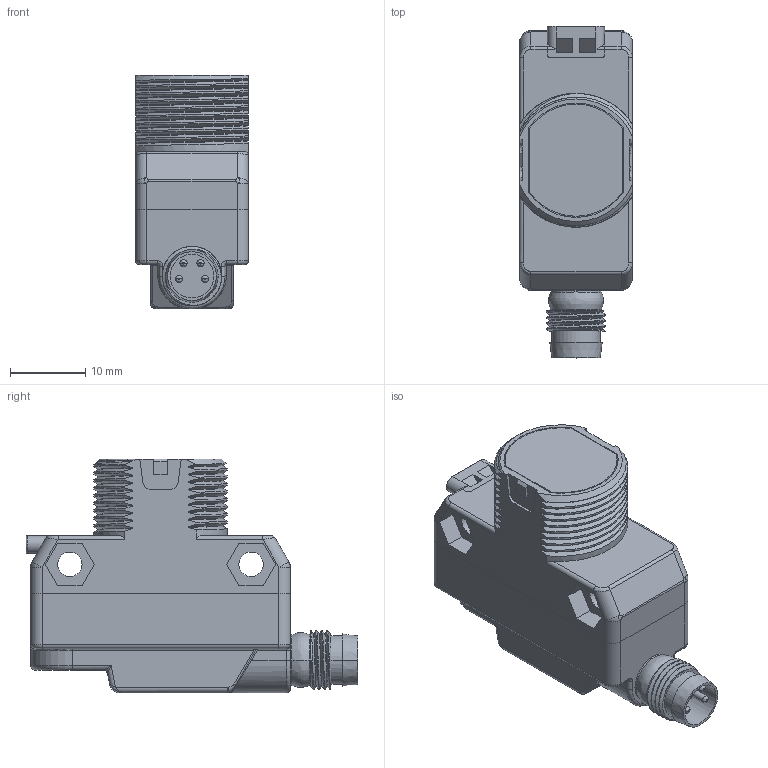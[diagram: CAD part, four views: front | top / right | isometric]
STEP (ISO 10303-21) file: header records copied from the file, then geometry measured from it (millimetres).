
FILE_DESCRIPTION((''),'2;1');
FILE_NAME('139457_ASM','2013-09-24T',('pdmadmin'),(''),'PRO/ENGINEER BY PARAMETRIC TECHNOLOGY CORPORATION, 2012300','PRO/ENGINEER BY PARAMETRIC TECHNOLOGY CORPORATION, 2012300','');
FILE_SCHEMA(('CONFIG_CONTROL_DESIGN'));
Products named in the file (9): 114100; 114096; 110138_ASM; 110065; 110135_ASM; 111644; 51611; 66513_ASM; 139457_ASM
Assembly tree (8 placements, depth 4):
  139457_ASM
    110135_ASM
      110138_ASM
        114100
        114096
      110065
    66513_ASM
      111644
      51611
Bounding box: 15 x 44.1 x 31.1 mm (x, y, z)
Volume: 6098.7 mm3; surface area: 8812.2 mm2
Topology: 5 solids, 5 shells, 863 faces, 2173 edges, 1351 vertices
Faces by surface type: plane 359, cylinder 284, bspline 130, torus 59, cone 21, sphere 10
Entity records: 45108 total; most frequent: CARTESIAN_POINT 24880, ORIENTED_EDGE 4342, DIRECTION 3944, EDGE_CURVE 2171, AXIS2_PLACEMENT_3D 1363, VERTEX_POINT 1351, VECTOR 1218, LINE 1218
